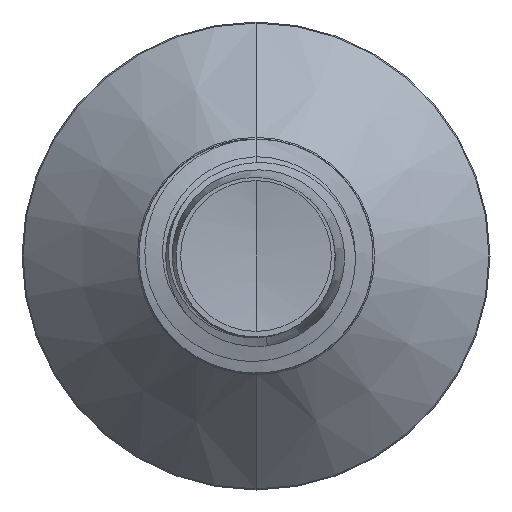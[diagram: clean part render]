
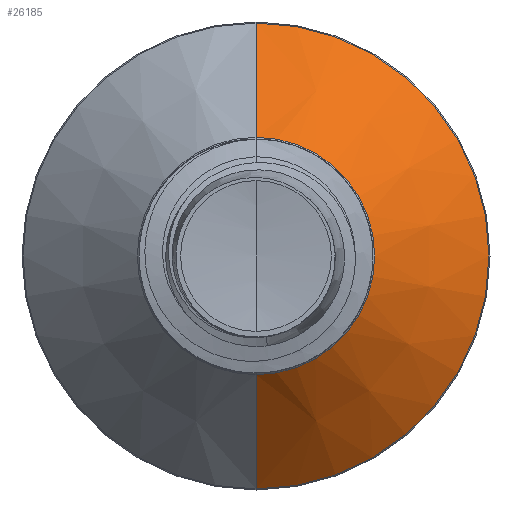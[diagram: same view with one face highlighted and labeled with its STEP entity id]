
A CAD part, front view. The second image highlights one B-rep face of the part: STEP entity #26185.
In plain terms, the highlighted conical face has half-angle 45 degrees and reference radius 1.522 mm.
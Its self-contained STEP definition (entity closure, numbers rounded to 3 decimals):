
#206 = CARTESIAN_POINT ( 'NONE',  ( 0., 17.972, 0. ) ) ;
#904 = CARTESIAN_POINT ( 'NONE',  ( 0., 19.437, 0. ) ) ;
#1346 = CARTESIAN_POINT ( 'NONE',  ( 0., 17.972, -1.522 ) ) ;
#1722 = ORIENTED_EDGE ( 'NONE', *, *, #32546, .T. ) ;
#2482 = FACE_OUTER_BOUND ( 'NONE', #31027, .T. ) ;
#3152 = DIRECTION ( 'NONE',  ( 0., 0., 1. ) ) ;
#3850 = DIRECTION ( 'NONE',  ( 0., 0., 1. ) ) ;
#4636 = ORIENTED_EDGE ( 'NONE', *, *, #5615, .F. ) ;
#4704 = VECTOR ( 'NONE', #12777, 1000. ) ;
#4741 = VERTEX_POINT ( 'NONE', #27258 ) ;
#5615 = EDGE_CURVE ( 'NONE', #5871, #5739, #33157, .T. ) ;
#5739 = VERTEX_POINT ( 'NONE', #21182 ) ;
#5871 = VERTEX_POINT ( 'NONE', #24020 ) ;
#6868 = CARTESIAN_POINT ( 'NONE',  ( 0., 17.972, 0. ) ) ;
#9790 = DIRECTION ( 'NONE',  ( 0., 0., 1. ) ) ;
#12052 = CIRCLE ( 'NONE', #30369, 1.522 ) ;
#12777 = DIRECTION ( 'NONE',  ( 0., 0.707, -0.707 ) ) ;
#15945 = ORIENTED_EDGE ( 'NONE', *, *, #24596, .T. ) ;
#16372 = VECTOR ( 'NONE', #25301, 1000. ) ;
#19906 = LINE ( 'NONE', #1346, #4704 ) ;
#20281 = DIRECTION ( 'NONE',  ( 0., 1., 0. ) ) ;
#20944 = DIRECTION ( 'NONE',  ( 0., 1., 0. ) ) ;
#21182 = CARTESIAN_POINT ( 'NONE',  ( 0., 19.437, -2.987 ) ) ;
#22098 = LINE ( 'NONE', #25541, #16372 ) ;
#24020 = CARTESIAN_POINT ( 'NONE',  ( 0., 19.437, 2.987 ) ) ;
#24079 = AXIS2_PLACEMENT_3D ( 'NONE', #206, #20281, #3152 ) ;
#24596 = EDGE_CURVE ( 'NONE', #4741, #34824, #12052, .T. ) ;
#25301 = DIRECTION ( 'NONE',  ( 0., 0.707, 0.707 ) ) ;
#25541 = CARTESIAN_POINT ( 'NONE',  ( 0., 17.972, 1.522 ) ) ;
#26185 = ADVANCED_FACE ( 'NONE', ( #2482 ), #27386, .T. ) ;
#26271 = CARTESIAN_POINT ( 'NONE',  ( 0., 17.972, -1.522 ) ) ;
#26685 = DIRECTION ( 'NONE',  ( 0., 1., 0. ) ) ;
#26798 = AXIS2_PLACEMENT_3D ( 'NONE', #904, #20944, #3850 ) ;
#27258 = CARTESIAN_POINT ( 'NONE',  ( 0., 17.972, 1.522 ) ) ;
#27386 = CONICAL_SURFACE ( 'NONE', #24079, 1.522, 0.785 ) ;
#30369 = AXIS2_PLACEMENT_3D ( 'NONE', #6868, #26685, #9790 ) ;
#31027 = EDGE_LOOP ( 'NONE', ( #15945, #1722, #4636, #35594 ) ) ;
#32546 = EDGE_CURVE ( 'NONE', #34824, #5739, #19906, .T. ) ;
#33157 = CIRCLE ( 'NONE', #26798, 2.987 ) ;
#34311 = EDGE_CURVE ( 'NONE', #4741, #5871, #22098, .T. ) ;
#34824 = VERTEX_POINT ( 'NONE', #26271 ) ;
#35594 = ORIENTED_EDGE ( 'NONE', *, *, #34311, .F. ) ;
